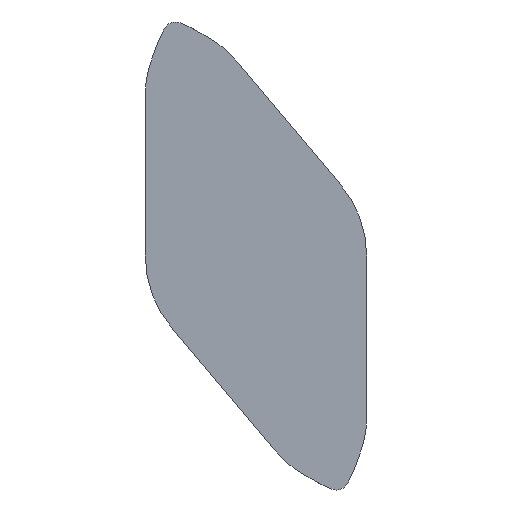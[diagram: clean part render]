
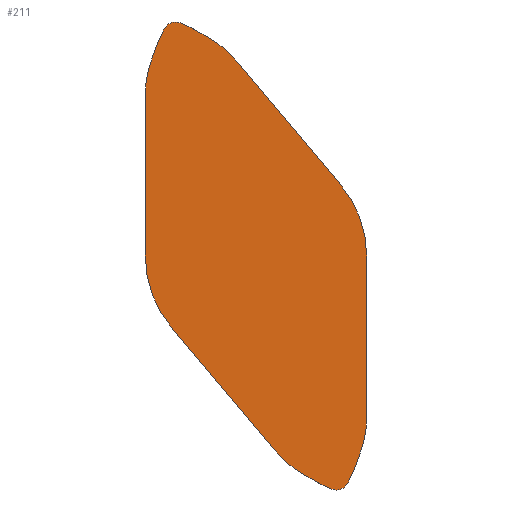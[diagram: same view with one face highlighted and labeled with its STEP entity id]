
A CAD part, top view. The second image highlights one B-rep face of the part: STEP entity #211.
In plain terms, the highlighted planar face has unit normal (0, 0, 1).
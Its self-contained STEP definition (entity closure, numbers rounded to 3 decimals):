
#117=PLANE('',#1725);
#211=ADVANCED_FACE('',(#331),#117,.T.);
#331=FACE_OUTER_BOUND('',#425,.T.);
#425=EDGE_LOOP('',(#883,#884,#885,#886,#887,#888,#889,#890,#891,#892,#893,
#894,#895,#896,#897,#898,#899,#900,#901,#902,#903,#904,#905,#906,#907,#908,
#909,#910));
#427=CIRCLE('',#1585,0.8);
#429=CIRCLE('',#1590,5.);
#430=CIRCLE('',#1592,1.5);
#431=CIRCLE('',#1594,15.);
#432=CIRCLE('',#1596,0.574);
#433=CIRCLE('',#1598,5.5);
#436=CIRCLE('',#1604,5.);
#437=CIRCLE('',#1606,1.5);
#438=CIRCLE('',#1608,15.);
#439=CIRCLE('',#1610,0.574);
#440=CIRCLE('',#1612,5.5);
#442=CIRCLE('',#1615,0.8);
#444=CIRCLE('',#1620,5.);
#445=CIRCLE('',#1622,1.5);
#446=CIRCLE('',#1624,15.);
#447=CIRCLE('',#1626,0.574);
#449=CIRCLE('',#1631,5.);
#450=CIRCLE('',#1633,1.5);
#451=CIRCLE('',#1635,15.);
#452=CIRCLE('',#1637,0.574);
#883=ORIENTED_EDGE('',*,*,#1134,.F.);
#884=ORIENTED_EDGE('',*,*,#1084,.F.);
#885=ORIENTED_EDGE('',*,*,#1108,.F.);
#886=ORIENTED_EDGE('',*,*,#1104,.F.);
#887=ORIENTED_EDGE('',*,*,#1101,.F.);
#888=ORIENTED_EDGE('',*,*,#1095,.F.);
#889=ORIENTED_EDGE('',*,*,#1099,.F.);
#890=ORIENTED_EDGE('',*,*,#1092,.F.);
#891=ORIENTED_EDGE('',*,*,#1111,.F.);
#892=ORIENTED_EDGE('',*,*,#1167,.F.);
#893=ORIENTED_EDGE('',*,*,#1177,.F.);
#894=ORIENTED_EDGE('',*,*,#1172,.F.);
#895=ORIENTED_EDGE('',*,*,#1179,.F.);
#896=ORIENTED_EDGE('',*,*,#1182,.F.);
#897=ORIENTED_EDGE('',*,*,#1185,.F.);
#898=ORIENTED_EDGE('',*,*,#1140,.F.);
#899=ORIENTED_EDGE('',*,*,#1163,.F.);
#900=ORIENTED_EDGE('',*,*,#1159,.F.);
#901=ORIENTED_EDGE('',*,*,#1156,.F.);
#902=ORIENTED_EDGE('',*,*,#1150,.F.);
#903=ORIENTED_EDGE('',*,*,#1154,.F.);
#904=ORIENTED_EDGE('',*,*,#1147,.F.);
#905=ORIENTED_EDGE('',*,*,#1136,.F.);
#906=ORIENTED_EDGE('',*,*,#1115,.F.);
#907=ORIENTED_EDGE('',*,*,#1126,.F.);
#908=ORIENTED_EDGE('',*,*,#1121,.F.);
#909=ORIENTED_EDGE('',*,*,#1128,.F.);
#910=ORIENTED_EDGE('',*,*,#1131,.F.);
#948=VERTEX_POINT('',#2244);
#949=VERTEX_POINT('',#2246);
#956=VERTEX_POINT('',#2279);
#957=VERTEX_POINT('',#2281);
#958=VERTEX_POINT('',#2285);
#960=VERTEX_POINT('',#2288);
#963=VERTEX_POINT('',#2314);
#965=VERTEX_POINT('',#2326);
#969=VERTEX_POINT('',#2377);
#972=VERTEX_POINT('',#2385);
#973=VERTEX_POINT('',#2387);
#978=VERTEX_POINT('',#2407);
#979=VERTEX_POINT('',#2409);
#983=VERTEX_POINT('',#2436);
#985=VERTEX_POINT('',#2448);
#987=VERTEX_POINT('',#2509);
#990=VERTEX_POINT('',#2516);
#991=VERTEX_POINT('',#2518);
#997=VERTEX_POINT('',#2550);
#998=VERTEX_POINT('',#2554);
#1000=VERTEX_POINT('',#2557);
#1003=VERTEX_POINT('',#2583);
#1005=VERTEX_POINT('',#2595);
#1010=VERTEX_POINT('',#2648);
#1014=VERTEX_POINT('',#2667);
#1015=VERTEX_POINT('',#2669);
#1019=VERTEX_POINT('',#2696);
#1021=VERTEX_POINT('',#2708);
#1084=EDGE_CURVE('',#948,#949,#427,.T.);
#1092=EDGE_CURVE('',#956,#957,#1317,.T.);
#1095=EDGE_CURVE('',#958,#960,#1320,.T.);
#1099=EDGE_CURVE('',#957,#958,#429,.T.);
#1101=EDGE_CURVE('',#960,#963,#430,.T.);
#1104=EDGE_CURVE('',#963,#965,#431,.T.);
#1108=EDGE_CURVE('',#965,#948,#432,.T.);
#1111=EDGE_CURVE('',#969,#956,#433,.T.);
#1115=EDGE_CURVE('',#972,#973,#1328,.T.);
#1121=EDGE_CURVE('',#978,#979,#1333,.T.);
#1126=EDGE_CURVE('',#979,#972,#436,.T.);
#1128=EDGE_CURVE('',#983,#978,#437,.T.);
#1131=EDGE_CURVE('',#985,#983,#438,.T.);
#1134=EDGE_CURVE('',#949,#985,#439,.T.);
#1136=EDGE_CURVE('',#973,#987,#440,.T.);
#1140=EDGE_CURVE('',#990,#991,#442,.T.);
#1147=EDGE_CURVE('',#987,#997,#1344,.T.);
#1150=EDGE_CURVE('',#998,#1000,#1347,.T.);
#1154=EDGE_CURVE('',#997,#998,#444,.T.);
#1156=EDGE_CURVE('',#1000,#1003,#445,.T.);
#1159=EDGE_CURVE('',#1003,#1005,#446,.T.);
#1163=EDGE_CURVE('',#1005,#990,#447,.T.);
#1167=EDGE_CURVE('',#1010,#969,#1354,.T.);
#1172=EDGE_CURVE('',#1014,#1015,#1358,.T.);
#1177=EDGE_CURVE('',#1015,#1010,#449,.T.);
#1179=EDGE_CURVE('',#1019,#1014,#450,.T.);
#1182=EDGE_CURVE('',#1021,#1019,#451,.T.);
#1185=EDGE_CURVE('',#991,#1021,#452,.T.);
#1317=LINE('',#2280,#1409);
#1320=LINE('',#2287,#1412);
#1328=LINE('',#2386,#1420);
#1333=LINE('',#2408,#1425);
#1344=LINE('',#2549,#1436);
#1347=LINE('',#2556,#1439);
#1354=LINE('',#2649,#1446);
#1358=LINE('',#2668,#1450);
#1409=VECTOR('',#1743,1.);
#1412=VECTOR('',#1748,1.);
#1420=VECTOR('',#1782,1.);
#1425=VECTOR('',#1789,1.);
#1436=VECTOR('',#1830,1.);
#1439=VECTOR('',#1835,1.);
#1446=VECTOR('',#1862,1.);
#1450=VECTOR('',#1868,1.);
#1585=AXIS2_PLACEMENT_3D('',#2245,#1734,#1735);
#1590=AXIS2_PLACEMENT_3D('',#2295,#1755,#1756);
#1592=AXIS2_PLACEMENT_3D('',#2313,#1759,#1760);
#1594=AXIS2_PLACEMENT_3D('',#2325,#1764,#1765);
#1596=AXIS2_PLACEMENT_3D('',#2369,#1769,#1770);
#1598=AXIS2_PLACEMENT_3D('',#2378,#1774,#1775);
#1604=AXIS2_PLACEMENT_3D('',#2432,#1796,#1797);
#1606=AXIS2_PLACEMENT_3D('',#2437,#1801,#1802);
#1608=AXIS2_PLACEMENT_3D('',#2449,#1806,#1807);
#1610=AXIS2_PLACEMENT_3D('',#2490,#1810,#1811);
#1612=AXIS2_PLACEMENT_3D('',#2508,#1814,#1815);
#1615=AXIS2_PLACEMENT_3D('',#2517,#1822,#1823);
#1620=AXIS2_PLACEMENT_3D('',#2564,#1842,#1843);
#1622=AXIS2_PLACEMENT_3D('',#2582,#1846,#1847);
#1624=AXIS2_PLACEMENT_3D('',#2594,#1851,#1852);
#1626=AXIS2_PLACEMENT_3D('',#2638,#1856,#1857);
#1631=AXIS2_PLACEMENT_3D('',#2692,#1875,#1876);
#1633=AXIS2_PLACEMENT_3D('',#2697,#1880,#1881);
#1635=AXIS2_PLACEMENT_3D('',#2709,#1885,#1886);
#1637=AXIS2_PLACEMENT_3D('',#2750,#1889,#1890);
#1725=AXIS2_PLACEMENT_3D('',#4854,#2107,#2108);
#1734=DIRECTION('',(0.,0.,-1.));
#1735=DIRECTION('',(1.,0.,0.));
#1743=DIRECTION('',(0.,1.,0.));
#1748=DIRECTION('',(0.342,0.94,0.));
#1755=DIRECTION('',(0.,0.,-1.));
#1756=DIRECTION('',(1.,0.,0.));
#1759=DIRECTION('',(0.,0.,-1.));
#1760=DIRECTION('',(1.,0.,0.));
#1764=DIRECTION('',(0.,0.,-1.));
#1765=DIRECTION('',(1.,0.,0.));
#1769=DIRECTION('',(0.,0.,-1.));
#1770=DIRECTION('',(1.,0.,0.));
#1774=DIRECTION('',(0.,0.,-1.));
#1775=DIRECTION('',(1.,0.,0.));
#1782=DIRECTION('',(0.643,-0.766,0.));
#1789=DIRECTION('',(0.866,-0.5,0.));
#1796=DIRECTION('',(0.,0.,-1.));
#1797=DIRECTION('',(1.,0.,0.));
#1801=DIRECTION('',(0.,0.,-1.));
#1802=DIRECTION('',(1.,0.,0.));
#1806=DIRECTION('',(0.,0.,-1.));
#1807=DIRECTION('',(1.,0.,0.));
#1810=DIRECTION('',(0.,0.,-1.));
#1811=DIRECTION('',(1.,0.,0.));
#1814=DIRECTION('',(0.,0.,-1.));
#1815=DIRECTION('',(1.,0.,0.));
#1822=DIRECTION('',(0.,0.,-1.));
#1823=DIRECTION('',(1.,0.,0.));
#1830=DIRECTION('',(0.,-1.,0.));
#1835=DIRECTION('',(-0.342,-0.94,0.));
#1842=DIRECTION('',(0.,0.,-1.));
#1843=DIRECTION('',(1.,0.,0.));
#1846=DIRECTION('',(0.,0.,-1.));
#1847=DIRECTION('',(1.,0.,0.));
#1851=DIRECTION('',(0.,0.,-1.));
#1852=DIRECTION('',(1.,0.,0.));
#1856=DIRECTION('',(0.,0.,-1.));
#1857=DIRECTION('',(1.,0.,0.));
#1862=DIRECTION('',(-0.643,0.766,0.));
#1868=DIRECTION('',(-0.866,0.5,0.));
#1875=DIRECTION('',(0.,0.,-1.));
#1876=DIRECTION('',(1.,0.,0.));
#1880=DIRECTION('',(0.,0.,-1.));
#1881=DIRECTION('',(1.,0.,0.));
#1885=DIRECTION('',(0.,0.,-1.));
#1886=DIRECTION('',(1.,0.,0.));
#1889=DIRECTION('',(0.,0.,-1.));
#1890=DIRECTION('',(1.,0.,0.));
#2107=DIRECTION('',(0.,0.,1.));
#2108=DIRECTION('',(1.,0.,0.));
#2244=CARTESIAN_POINT('',(-4.329,11.538,0.));
#2245=CARTESIAN_POINT('',(-3.944,10.836,0.));
#2246=CARTESIAN_POINT('',(-4.1,11.621,0.));
#2279=CARTESIAN_POINT('',(-5.5,0.,0.));
#2280=CARTESIAN_POINT('',(-5.5,-16.,0.));
#2281=CARTESIAN_POINT('',(-5.5,8.032,0.));
#2285=CARTESIAN_POINT('',(-5.198,9.742,0.));
#2287=CARTESIAN_POINT('',(-5.198,9.742,0.));
#2288=CARTESIAN_POINT('',(-4.899,10.565,0.));
#2295=CARTESIAN_POINT('',(-0.5,8.032,0.));
#2313=CARTESIAN_POINT('',(-3.489,10.052,0.));
#2314=CARTESIAN_POINT('',(-4.863,10.654,0.));
#2325=CARTESIAN_POINT('',(8.876,4.634,0.));
#2326=CARTESIAN_POINT('',(-4.567,11.289,0.));
#2369=CARTESIAN_POINT('',(-4.053,11.034,0.));
#2377=CARTESIAN_POINT('',(-4.213,-3.535,0.));
#2378=CARTESIAN_POINT('',(0.,0.,0.));
#2385=CARTESIAN_POINT('',(-0.95,9.688,0.));
#2386=CARTESIAN_POINT('',(14.498,-8.721,0.));
#2387=CARTESIAN_POINT('',(4.213,3.535,0.));
#2407=CARTESIAN_POINT('',(-3.039,11.242,0.));
#2408=CARTESIAN_POINT('',(-2.28,10.804,0.));
#2409=CARTESIAN_POINT('',(-2.28,10.804,0.));
#2432=CARTESIAN_POINT('',(-4.78,6.474,0.));
#2436=CARTESIAN_POINT('',(-3.123,11.288,0.));
#2437=CARTESIAN_POINT('',(-3.789,9.943,0.));
#2448=CARTESIAN_POINT('',(-3.758,11.584,0.));
#2449=CARTESIAN_POINT('',(-9.778,-2.155,0.));
#2490=CARTESIAN_POINT('',(-3.988,11.057,0.));
#2508=CARTESIAN_POINT('',(0.,0.,0.));
#2509=CARTESIAN_POINT('',(5.5,0.,0.));
#2516=CARTESIAN_POINT('',(4.329,-11.538,0.));
#2517=CARTESIAN_POINT('',(3.944,-10.836,0.));
#2518=CARTESIAN_POINT('',(4.1,-11.621,0.));
#2549=CARTESIAN_POINT('',(5.5,16.,0.));
#2550=CARTESIAN_POINT('',(5.5,-8.032,0.));
#2554=CARTESIAN_POINT('',(5.198,-9.742,0.));
#2556=CARTESIAN_POINT('',(5.198,-9.742,0.));
#2557=CARTESIAN_POINT('',(4.899,-10.565,0.));
#2564=CARTESIAN_POINT('',(0.5,-8.032,0.));
#2582=CARTESIAN_POINT('',(3.489,-10.052,0.));
#2583=CARTESIAN_POINT('',(4.863,-10.654,0.));
#2594=CARTESIAN_POINT('',(-8.876,-4.634,0.));
#2595=CARTESIAN_POINT('',(4.567,-11.289,0.));
#2638=CARTESIAN_POINT('',(4.053,-11.034,0.));
#2648=CARTESIAN_POINT('',(0.95,-9.688,0.));
#2649=CARTESIAN_POINT('',(-14.498,8.721,0.));
#2667=CARTESIAN_POINT('',(3.039,-11.242,0.));
#2668=CARTESIAN_POINT('',(2.28,-10.804,0.));
#2669=CARTESIAN_POINT('',(2.28,-10.804,0.));
#2692=CARTESIAN_POINT('',(4.78,-6.474,0.));
#2696=CARTESIAN_POINT('',(3.123,-11.288,0.));
#2697=CARTESIAN_POINT('',(3.789,-9.943,0.));
#2708=CARTESIAN_POINT('',(3.758,-11.584,0.));
#2709=CARTESIAN_POINT('',(9.778,2.155,0.));
#2750=CARTESIAN_POINT('',(3.988,-11.057,0.));
#4854=CARTESIAN_POINT('',(0.,0.,0.));
